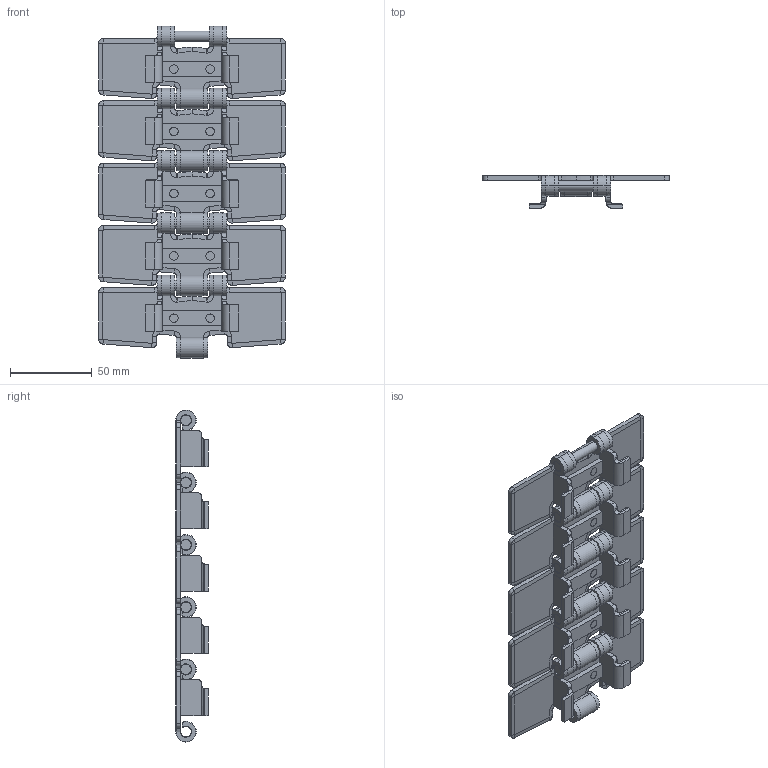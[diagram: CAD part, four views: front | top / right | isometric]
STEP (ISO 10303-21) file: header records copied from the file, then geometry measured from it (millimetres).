
FILE_DESCRIPTION (( 'STEP AP214' ), '1' );
FILE_NAME ('Rexnord-SSC 8811 TAB-K450.STEP', '2023-03-07T08:33:03', ( '' ), ( '' ), 'SwSTEP 2.0', 'SolidWorks 2022', '' );
FILE_SCHEMA (( 'AUTOMOTIVE_DESIGN' ));
Length unit declared in the file: millimetre
Products named in the file (4): Rexnord-SSC 8811 TAB-K450_Tab; Rexnord-SSC 8811 TAB-K450_Pin; Rexnord-SSC 8811 TAB-K450; Rexnord-SSC 8811 TAB-K450_SIDEFLEX SINGLE HINGE BEVEL MAX-LINE_SSC 8811 TAB-K450
Assembly tree (15 placements, depth 2):
  Rexnord-SSC 8811 TAB-K450
    Rexnord-SSC 8811 TAB-K450_SIDEFLEX SINGLE HINGE BEVEL MAX-LINE_SSC 8811 TAB-K450  x5
    Rexnord-SSC 8811 TAB-K450_Pin  x5
    Rexnord-SSC 8811 TAB-K450_Tab  x5
Bounding box: 114.3 x 20 x 203.1 mm (x, y, z)
Volume: 97440.7 mm3; surface area: 75028.3 mm2
Topology: 15 solids, 15 shells, 1010 faces, 2445 edges, 1475 vertices
Faces by surface type: plane 375, cone 365, cylinder 250, bspline 20
Entity records: 6186 total; most frequent: CARTESIAN_POINT 1206, DIRECTION 1056, ORIENTED_EDGE 978, EDGE_CURVE 489, AXIS2_PLACEMENT_3D 389, VERTEX_POINT 295, VECTOR 278, LINE 278
